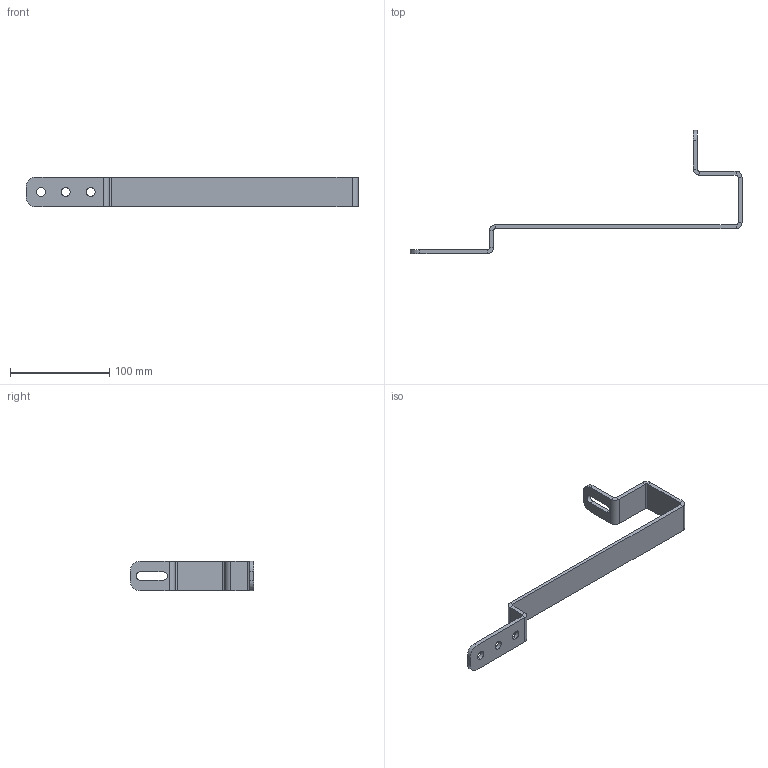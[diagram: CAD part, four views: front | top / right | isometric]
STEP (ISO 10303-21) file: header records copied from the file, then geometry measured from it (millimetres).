
FILE_DESCRIPTION (( 'STEP AP203' ), '1' );
FILE_NAME ('084.106.114.STEP', '2013-01-23T10:30:32', ( 'Alusic' ), ( 'Alusic' ), 'SwSTEP 2.0', 'SolidWorks 2011', '' );
FILE_SCHEMA (( 'CONFIG_CONTROL_DESIGN' ));
Length unit declared in the file: millimetre
Products named in the file (1): 084.106.114
Bounding box: 334 x 124 x 30 mm (x, y, z)
Volume: 56734.2 mm3; surface area: 33091.8 mm2
Topology: 1 solids, 1 shells, 60 faces, 134 edges, 76 vertices
Faces by surface type: plane 38, cylinder 22
Entity records: 1715 total; most frequent: DIRECTION 300, CARTESIAN_POINT 271, ORIENTED_EDGE 268, EDGE_CURVE 134, AXIS2_PLACEMENT_3D 105, LINE 90, VECTOR 90, VERTEX_POINT 76
